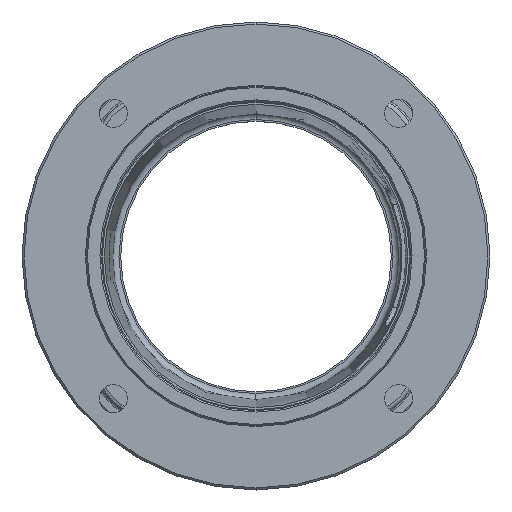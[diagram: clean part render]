
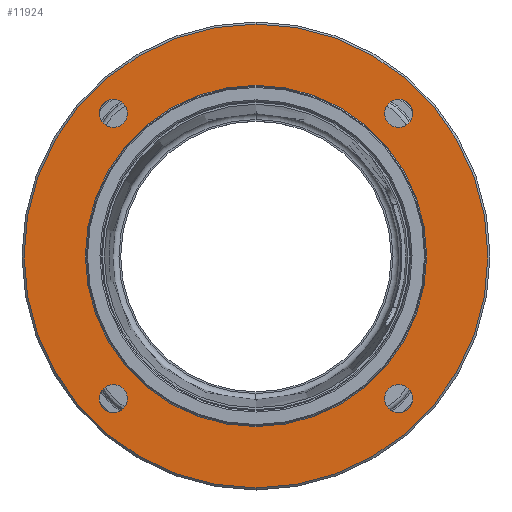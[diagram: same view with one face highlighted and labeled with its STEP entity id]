
A CAD part, top view. The second image highlights one B-rep face of the part: STEP entity #11924.
In plain terms, the highlighted planar face has unit normal (0, 0, 1).
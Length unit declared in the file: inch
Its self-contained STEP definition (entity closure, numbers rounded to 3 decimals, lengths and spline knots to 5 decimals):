
#12=CARTESIAN_POINT('',(0.,0.,-0.1825));
#13=DIRECTION('',(0.,0.,1.));
#14=DIRECTION('',(0.,1.,0.));
#15=AXIS2_PLACEMENT_3D('',#12,#13,#14);
#21=CARTESIAN_POINT('',(0.,0.,-0.1825));
#22=DIRECTION('',(0.,0.,-1.));
#23=DIRECTION('',(0.,1.,0.));
#24=AXIS2_PLACEMENT_3D('',#21,#22,#23);
#636=CARTESIAN_POINT('',(0.,0.,-0.1825));
#637=DIRECTION('',(0.,0.,1.));
#638=DIRECTION('',(0.,1.,0.));
#639=AXIS2_PLACEMENT_3D('',#636,#637,#638);
#641=CARTESIAN_POINT('',(0.,0.,-0.1825));
#642=DIRECTION('',(0.,0.,-1.));
#643=DIRECTION('',(0.,1.,0.));
#644=AXIS2_PLACEMENT_3D('',#641,#642,#643);
#646=CARTESIAN_POINT('',(-2.07713,2.07713,-0.1825));
#647=DIRECTION('',(0.,0.,-1.));
#648=DIRECTION('',(-0.707,0.707,0.));
#649=AXIS2_PLACEMENT_3D('',#646,#647,#648);
#656=CARTESIAN_POINT('',(-2.07713,2.07713,-0.1825));
#657=DIRECTION('',(0.,0.,-1.));
#658=DIRECTION('',(0.707,-0.707,0.));
#659=AXIS2_PLACEMENT_3D('',#656,#657,#658);
#682=CARTESIAN_POINT('',(-2.07713,-2.07713,-0.1825));
#683=DIRECTION('',(0.,0.,-1.));
#684=DIRECTION('',(-0.707,-0.707,0.));
#685=AXIS2_PLACEMENT_3D('',#682,#683,#684);
#692=CARTESIAN_POINT('',(-2.07713,-2.07713,-0.1825));
#693=DIRECTION('',(0.,0.,-1.));
#694=DIRECTION('',(0.707,0.707,0.));
#695=AXIS2_PLACEMENT_3D('',#692,#693,#694);
#718=CARTESIAN_POINT('',(2.07713,-2.07713,-0.1825));
#719=DIRECTION('',(0.,0.,-1.));
#720=DIRECTION('',(0.707,-0.707,0.));
#721=AXIS2_PLACEMENT_3D('',#718,#719,#720);
#728=CARTESIAN_POINT('',(2.07713,-2.07713,-0.1825));
#729=DIRECTION('',(0.,0.,-1.));
#730=DIRECTION('',(-0.707,0.707,0.));
#731=AXIS2_PLACEMENT_3D('',#728,#729,#730);
#754=CARTESIAN_POINT('',(2.07713,2.07713,-0.1825));
#755=DIRECTION('',(0.,0.,-1.));
#756=DIRECTION('',(0.707,0.707,0.));
#757=AXIS2_PLACEMENT_3D('',#754,#755,#756);
#764=CARTESIAN_POINT('',(2.07713,2.07713,-0.1825));
#765=DIRECTION('',(0.,0.,-1.));
#766=DIRECTION('',(-0.707,-0.707,0.));
#767=AXIS2_PLACEMENT_3D('',#764,#765,#766);
#10787=CARTESIAN_POINT('',(0.,3.375,-0.1825));
#10788=CARTESIAN_POINT('',(0.,-3.375,-0.1825));
#10789=VERTEX_POINT('',#10787);
#10790=VERTEX_POINT('',#10788);
#10795=CARTESIAN_POINT('',(-2.22208,2.22208,-0.1825));
#10796=CARTESIAN_POINT('',(-1.93217,1.93217,-0.1825));
#10797=VERTEX_POINT('',#10795);
#10798=VERTEX_POINT('',#10796);
#10799=CARTESIAN_POINT('',(-2.22208,-2.22208,-0.1825));
#10800=CARTESIAN_POINT('',(-1.93217,-1.93217,-0.1825));
#10801=VERTEX_POINT('',#10799);
#10802=VERTEX_POINT('',#10800);
#10803=CARTESIAN_POINT('',(2.22208,-2.22208,-0.1825));
#10804=CARTESIAN_POINT('',(1.93217,-1.93217,-0.1825));
#10805=VERTEX_POINT('',#10803);
#10806=VERTEX_POINT('',#10804);
#10807=CARTESIAN_POINT('',(2.22208,2.22208,-0.1825));
#10808=CARTESIAN_POINT('',(1.93217,1.93217,-0.1825));
#10809=VERTEX_POINT('',#10807);
#10810=VERTEX_POINT('',#10808);
#10811=CARTESIAN_POINT('',(0.,2.483,-0.1825));
#10812=VERTEX_POINT('',#10811);
#10813=CARTESIAN_POINT('',(0.,-2.483,-0.1825));
#10814=VERTEX_POINT('',#10813);
#11887=CARTESIAN_POINT('',(0.,0.,-0.1825));
#11888=DIRECTION('',(0.,0.,1.));
#11889=DIRECTION('',(0.,1.,0.));
#11890=AXIS2_PLACEMENT_3D('',#11887,#11888,#11889);
#11891=PLANE('',#11890);
#11892=ORIENTED_EDGE('',*,*,#10938,.T.);
#11893=ORIENTED_EDGE('',*,*,#10923,.F.);
#11894=EDGE_LOOP('',(#11892,#11893));
#11895=FACE_OUTER_BOUND('',#11894,.F.);
#11896=ORIENTED_EDGE('',*,*,#11869,.T.);
#11897=ORIENTED_EDGE('',*,*,#11880,.F.);
#11898=EDGE_LOOP('',(#11896,#11897));
#11899=FACE_BOUND('',#11898,.F.);
#11901=ORIENTED_EDGE('',*,*,#11900,.F.);
#11903=ORIENTED_EDGE('',*,*,#11902,.F.);
#11904=EDGE_LOOP('',(#11901,#11903));
#11905=FACE_BOUND('',#11904,.F.);
#11907=ORIENTED_EDGE('',*,*,#11906,.F.);
#11909=ORIENTED_EDGE('',*,*,#11908,.F.);
#11910=EDGE_LOOP('',(#11907,#11909));
#11911=FACE_BOUND('',#11910,.F.);
#11913=ORIENTED_EDGE('',*,*,#11912,.F.);
#11915=ORIENTED_EDGE('',*,*,#11914,.F.);
#11916=EDGE_LOOP('',(#11913,#11915));
#11917=FACE_BOUND('',#11916,.F.);
#11919=ORIENTED_EDGE('',*,*,#11918,.F.);
#11921=ORIENTED_EDGE('',*,*,#11920,.F.);
#11922=EDGE_LOOP('',(#11919,#11921));
#11923=FACE_BOUND('',#11922,.F.);
#11924=ADVANCED_FACE('',(#11895,#11899,#11905,#11911,#11917,#11923),#11891,.T.);
#16=CIRCLE('',#15,3.375);
#25=CIRCLE('',#24,3.375);
#640=CIRCLE('',#639,2.483);
#645=CIRCLE('',#644,2.483);
#650=CIRCLE('',#649,0.205);
#660=CIRCLE('',#659,0.205);
#686=CIRCLE('',#685,0.205);
#696=CIRCLE('',#695,0.205);
#722=CIRCLE('',#721,0.205);
#732=CIRCLE('',#731,0.205);
#758=CIRCLE('',#757,0.205);
#768=CIRCLE('',#767,0.205);
#10923=EDGE_CURVE('',#10789,#10790,#16,.T.);
#10938=EDGE_CURVE('',#10789,#10790,#25,.T.);
#11869=EDGE_CURVE('',#10812,#10814,#640,.T.);
#11880=EDGE_CURVE('',#10812,#10814,#645,.T.);
#11900=EDGE_CURVE('',#10797,#10798,#650,.T.);
#11902=EDGE_CURVE('',#10798,#10797,#660,.T.);
#11906=EDGE_CURVE('',#10801,#10802,#686,.T.);
#11908=EDGE_CURVE('',#10802,#10801,#696,.T.);
#11912=EDGE_CURVE('',#10805,#10806,#722,.T.);
#11914=EDGE_CURVE('',#10806,#10805,#732,.T.);
#11918=EDGE_CURVE('',#10809,#10810,#758,.T.);
#11920=EDGE_CURVE('',#10810,#10809,#768,.T.);
